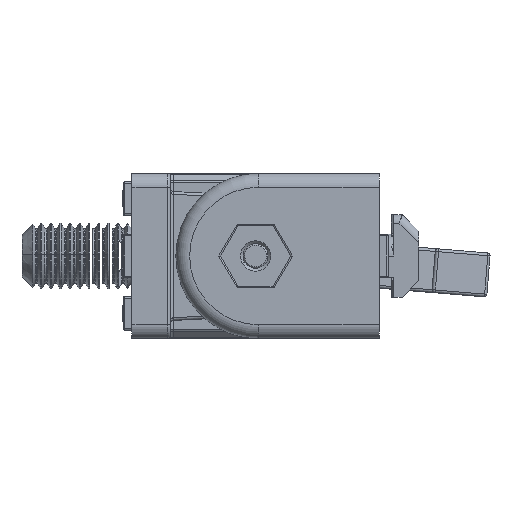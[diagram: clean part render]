
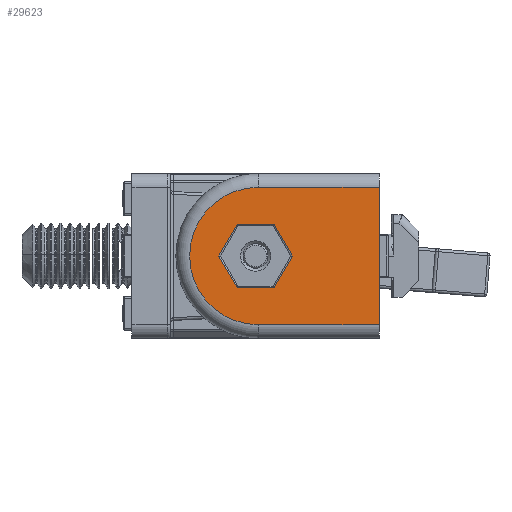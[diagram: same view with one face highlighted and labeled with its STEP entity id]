
A CAD part, left-side view. The second image highlights one B-rep face of the part: STEP entity #29623.
In plain terms, the highlighted planar face has unit normal (-1, 0, 0).
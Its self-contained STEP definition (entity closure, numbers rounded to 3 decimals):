
#303 = AXIS2_PLACEMENT_3D ( 'NONE', #29824, #29830, #29831 ) ;
#974 = VERTEX_POINT ( 'NONE', #37826 ) ;
#1021 = VERTEX_POINT ( 'NONE', #37657 ) ;
#1066 = VERTEX_POINT ( 'NONE', #37812 ) ;
#1073 = VERTEX_POINT ( 'NONE', #37858 ) ;
#1074 = VERTEX_POINT ( 'NONE', #37799 ) ;
#1085 = VERTEX_POINT ( 'NONE', #37780 ) ;
#1872 = VERTEX_POINT ( 'NONE', #13971 ) ;
#1888 = VERTEX_POINT ( 'NONE', #13754 ) ;
#4594 = LINE ( 'NONE', #6120, #4601 ) ;
#4597 = LINE ( 'NONE', #6135, #4599 ) ;
#4599 = VECTOR ( 'NONE', #6137, 1000. ) ;
#4600 = CIRCLE ( 'NONE', #23949, 12.5 ) ;
#4601 = VECTOR ( 'NONE', #6138, 1000. ) ;
#4604 = LINE ( 'NONE', #6150, #4606 ) ;
#4606 = VECTOR ( 'NONE', #6153, 1000. ) ;
#4610 = LINE ( 'NONE', #6162, #4613 ) ;
#4613 = VECTOR ( 'NONE', #6163, 1000. ) ;
#4650 = LINE ( 'NONE', #6230, #4652 ) ;
#4652 = VECTOR ( 'NONE', #6231, 1000. ) ;
#6120 = CARTESIAN_POINT ( 'NONE',  ( -20.412, 12.666, 3.799 ) ) ;
#6135 = CARTESIAN_POINT ( 'NONE',  ( -20.412, -17.477, -10.339 ) ) ;
#6137 = DIRECTION ( 'NONE',  ( 0., -1., 0. ) ) ;
#6138 = DIRECTION ( 'NONE',  ( 0., 0.5, 0.866 ) ) ;
#6141 = CARTESIAN_POINT ( 'NONE',  ( -20.412, 4.523, 2.161 ) ) ;
#6142 = DIRECTION ( 'NONE',  ( -1., 0., 0. ) ) ;
#6143 = DIRECTION ( 'NONE',  ( 0., 0., -1. ) ) ;
#6150 = CARTESIAN_POINT ( 'NONE',  ( -20.412, -10.477, 14.661 ) ) ;
#6153 = DIRECTION ( 'NONE',  ( 0., 1., 0. ) ) ;
#6162 = CARTESIAN_POINT ( 'NONE',  ( -20.412, -17.477, 17.161 ) ) ;
#6163 = DIRECTION ( 'NONE',  ( 0., 0., -1. ) ) ;
#6230 = CARTESIAN_POINT ( 'NONE',  ( -20.412, -10.477, -3.639 ) ) ;
#6231 = DIRECTION ( 'NONE',  ( 0., 1., 0. ) ) ;
#12484 = VERTEX_POINT ( 'NONE', #26512 ) ;
#12515 = VERTEX_POINT ( 'NONE', #26543 ) ;
#13754 = CARTESIAN_POINT ( 'NONE',  ( -20.412, -17.477, -10.339 ) ) ;
#13971 = CARTESIAN_POINT ( 'NONE',  ( -20.412, 1.674, 7.961 ) ) ;
#14994 = EDGE_CURVE ( 'NONE', #12484, #1872, #32148, .T. ) ;
#16227 = ORIENTED_EDGE ( 'NONE', *, *, #21644, .T. ) ;
#16228 = ORIENTED_EDGE ( 'NONE', *, *, #21636, .T. ) ;
#16229 = ORIENTED_EDGE ( 'NONE', *, *, #21632, .T. ) ;
#16236 = ORIENTED_EDGE ( 'NONE', *, *, #21634, .T. ) ;
#16237 = ORIENTED_EDGE ( 'NONE', *, *, #33370, .T. ) ;
#16238 = ORIENTED_EDGE ( 'NONE', *, *, #14994, .T. ) ;
#16239 = ORIENTED_EDGE ( 'NONE', *, *, #33384, .T. ) ;
#16240 = ORIENTED_EDGE ( 'NONE', *, *, #33444, .T. ) ;
#16241 = ORIENTED_EDGE ( 'NONE', *, *, #21711, .T. ) ;
#16242 = ORIENTED_EDGE ( 'NONE', *, *, #21653, .F. ) ;
#21273 = LINE ( 'NONE', #34235, #21349 ) ;
#21349 = VECTOR ( 'NONE', #34256, 1000. ) ;
#21371 = LINE ( 'NONE', #34287, #21380 ) ;
#21380 = VECTOR ( 'NONE', #34276, 1000. ) ;
#21476 = LINE ( 'NONE', #34407, #21505 ) ;
#21505 = VECTOR ( 'NONE', #34408, 1000. ) ;
#21632 = EDGE_CURVE ( 'NONE', #1066, #1888, #4597, .T. ) ;
#21634 = EDGE_CURVE ( 'NONE', #1074, #1021, #4594, .T. ) ;
#21636 = EDGE_CURVE ( 'NONE', #12515, #1066, #4600, .T. ) ;
#21644 = EDGE_CURVE ( 'NONE', #1085, #12515, #4604, .T. ) ;
#21653 = EDGE_CURVE ( 'NONE', #1085, #1888, #4610, .T. ) ;
#21711 = EDGE_CURVE ( 'NONE', #1073, #1074, #4650, .T. ) ;
#23396 = FACE_BOUND ( 'NONE', #37965, .T. ) ;
#23405 = FACE_OUTER_BOUND ( 'NONE', #37917, .T. ) ;
#23949 = AXIS2_PLACEMENT_3D ( 'NONE', #6141, #6142, #6143 ) ;
#26512 = CARTESIAN_POINT ( 'NONE',  ( -20.412, 8.371, 7.961 ) ) ;
#26543 = CARTESIAN_POINT ( 'NONE',  ( -20.412, 4.523, 14.661 ) ) ;
#26768 = CARTESIAN_POINT ( 'NONE',  ( -20.412, -10.477, 7.961 ) ) ;
#26771 = DIRECTION ( 'NONE',  ( 0., -1., 0. ) ) ;
#29623 = ADVANCED_FACE ( 'NONE', ( #23396, #23405 ), #29825, .F. ) ;
#29824 = CARTESIAN_POINT ( 'NONE',  ( -20.412, -10.477, 17.161 ) ) ;
#29825 = PLANE ( 'NONE',  #303 ) ;
#29830 = DIRECTION ( 'NONE',  ( 1., 0., 0. ) ) ;
#29831 = DIRECTION ( 'NONE',  ( 0., 0., -1. ) ) ;
#32148 = LINE ( 'NONE', #26768, #32154 ) ;
#32154 = VECTOR ( 'NONE', #26771, 1000. ) ;
#33370 = EDGE_CURVE ( 'NONE', #1021, #12484, #21273, .T. ) ;
#33384 = EDGE_CURVE ( 'NONE', #1872, #974, #21371, .T. ) ;
#33444 = EDGE_CURVE ( 'NONE', #974, #1073, #21476, .T. ) ;
#34235 = CARTESIAN_POINT ( 'NONE',  ( -20.412, -0.325, 23.023 ) ) ;
#34256 = DIRECTION ( 'NONE',  ( 0., -0.5, 0.866 ) ) ;
#34276 = DIRECTION ( 'NONE',  ( 0., -0.5, -0.866 ) ) ;
#34287 = CARTESIAN_POINT ( 'NONE',  ( -20.412, 2.62, 9.599 ) ) ;
#34407 = CARTESIAN_POINT ( 'NONE',  ( -20.412, -10.371, 17.223 ) ) ;
#34408 = DIRECTION ( 'NONE',  ( 0., 0.5, -0.866 ) ) ;
#37657 = CARTESIAN_POINT ( 'NONE',  ( -20.412, 11.72, 2.161 ) ) ;
#37780 = CARTESIAN_POINT ( 'NONE',  ( -20.412, -17.477, 14.661 ) ) ;
#37799 = CARTESIAN_POINT ( 'NONE',  ( -20.412, 8.371, -3.639 ) ) ;
#37812 = CARTESIAN_POINT ( 'NONE',  ( -20.412, 4.523, -10.339 ) ) ;
#37826 = CARTESIAN_POINT ( 'NONE',  ( -20.412, -1.675, 2.161 ) ) ;
#37858 = CARTESIAN_POINT ( 'NONE',  ( -20.412, 1.674, -3.639 ) ) ;
#37917 = EDGE_LOOP ( 'NONE', ( #16242, #16227, #16228, #16229 ) ) ;
#37965 = EDGE_LOOP ( 'NONE', ( #16236, #16237, #16238, #16239, #16240, #16241 ) ) ;
